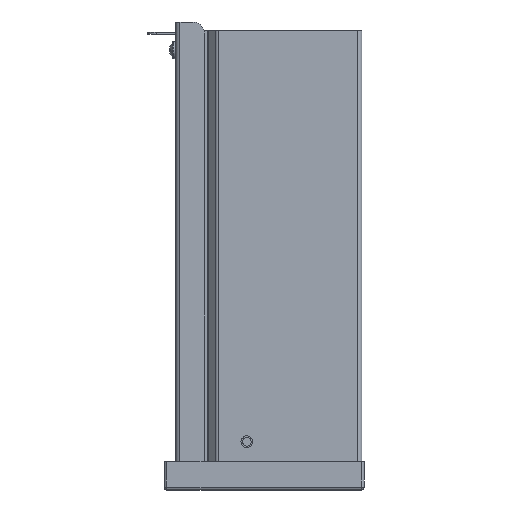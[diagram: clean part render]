
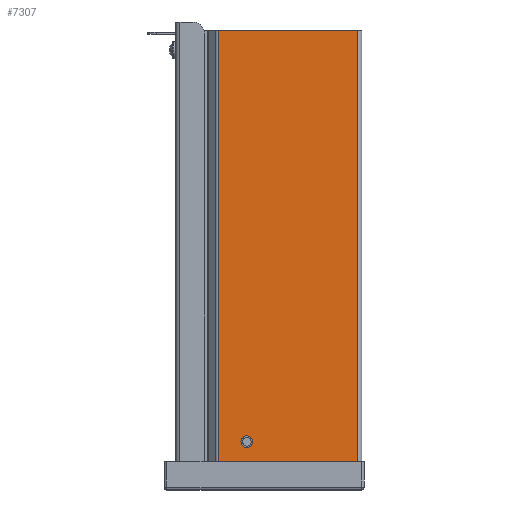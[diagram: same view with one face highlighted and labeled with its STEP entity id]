
A CAD part, left-side view. The second image highlights one B-rep face of the part: STEP entity #7307.
In plain terms, the highlighted planar face has unit normal (-1, 0, 0).
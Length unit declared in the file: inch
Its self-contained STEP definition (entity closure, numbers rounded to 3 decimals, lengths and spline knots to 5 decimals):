
#385 = EDGE_CURVE ( 'NONE', #5382, #7898, #17914, .T. ) ;
#398 = CARTESIAN_POINT ( 'NONE',  ( -4., 3.15, 0. ) ) ;
#865 = CARTESIAN_POINT ( 'NONE',  ( -4., 3.15, 0. ) ) ;
#1272 = LINE ( 'NONE', #9265, #13046 ) ;
#1747 = CARTESIAN_POINT ( 'NONE',  ( -4., 0.0948, -9.952 ) ) ;
#2221 = VERTEX_POINT ( 'NONE', #7189 ) ;
#2935 = DIRECTION ( 'NONE',  ( 0., -1., 0. ) ) ;
#3322 = FACE_OUTER_BOUND ( 'NONE', #4687, .T. ) ;
#4040 = ORIENTED_EDGE ( 'NONE', *, *, #7232, .T. ) ;
#4668 = CIRCLE ( 'NONE', #19887, 0.095 ) ;
#4687 = EDGE_LOOP ( 'NONE', ( #15177, #20454, #4040, #16261 ) ) ;
#5382 = VERTEX_POINT ( 'NONE', #8252 ) ;
#6724 = LINE ( 'NONE', #19180, #19755 ) ;
#7189 = CARTESIAN_POINT ( 'NONE',  ( -4., 3.11976, 0. ) ) ;
#7232 = EDGE_CURVE ( 'NONE', #2221, #17795, #6724, .T. ) ;
#7307 = ADVANCED_FACE ( 'NONE', ( #17535, #3322 ), #14607, .T. ) ;
#7898 = VERTEX_POINT ( 'NONE', #1747 ) ;
#8009 = VECTOR ( 'NONE', #13117, 39.37008 ) ;
#8012 = DIRECTION ( 'NONE',  ( 0., 0., 1. ) ) ;
#8252 = CARTESIAN_POINT ( 'NONE',  ( -4., 0.0948, 0. ) ) ;
#8496 = EDGE_LOOP ( 'NONE', ( #17282 ) ) ;
#9265 = CARTESIAN_POINT ( 'NONE',  ( -4., 3.15, -9.952 ) ) ;
#9933 = CARTESIAN_POINT ( 'NONE',  ( -4., 0.0948, 0. ) ) ;
#10630 = EDGE_CURVE ( 'NONE', #17795, #7898, #1272, .T. ) ;
#13046 = VECTOR ( 'NONE', #2935, 39.37008 ) ;
#13117 = DIRECTION ( 'NONE',  ( 0., 0., -1. ) ) ;
#13144 = DIRECTION ( 'NONE',  ( -1., 0., 0. ) ) ;
#13533 = CARTESIAN_POINT ( 'NONE',  ( -4., 2.5, -8.952 ) ) ;
#13966 = DIRECTION ( 'NONE',  ( 0., 0., 1. ) ) ;
#14607 = PLANE ( 'NONE',  #18429 ) ;
#15167 = LINE ( 'NONE', #865, #15303 ) ;
#15177 = ORIENTED_EDGE ( 'NONE', *, *, #385, .F. ) ;
#15303 = VECTOR ( 'NONE', #19848, 39.37008 ) ;
#16261 = ORIENTED_EDGE ( 'NONE', *, *, #10630, .T. ) ;
#16707 = CARTESIAN_POINT ( 'NONE',  ( -4., 3.11976, -9.952 ) ) ;
#17072 = DIRECTION ( 'NONE',  ( 1., 0., 0. ) ) ;
#17282 = ORIENTED_EDGE ( 'NONE', *, *, #18744, .T. ) ;
#17535 = FACE_BOUND ( 'NONE', #8496, .T. ) ;
#17795 = VERTEX_POINT ( 'NONE', #16707 ) ;
#17914 = LINE ( 'NONE', #9933, #8009 ) ;
#18429 = AXIS2_PLACEMENT_3D ( 'NONE', #398, #13144, #8012 ) ;
#18532 = VERTEX_POINT ( 'NONE', #20397 ) ;
#18744 = EDGE_CURVE ( 'NONE', #18532, #18532, #4668, .T. ) ;
#19180 = CARTESIAN_POINT ( 'NONE',  ( -4., 3.11976, 0. ) ) ;
#19490 = DIRECTION ( 'NONE',  ( 0., 0., -1. ) ) ;
#19755 = VECTOR ( 'NONE', #19490, 39.37008 ) ;
#19848 = DIRECTION ( 'NONE',  ( 0., 1., 0. ) ) ;
#19887 = AXIS2_PLACEMENT_3D ( 'NONE', #13533, #17072, #13966 ) ;
#19911 = EDGE_CURVE ( 'NONE', #5382, #2221, #15167, .T. ) ;
#20397 = CARTESIAN_POINT ( 'NONE',  ( -4., 2.5, -8.857 ) ) ;
#20454 = ORIENTED_EDGE ( 'NONE', *, *, #19911, .T. ) ;
